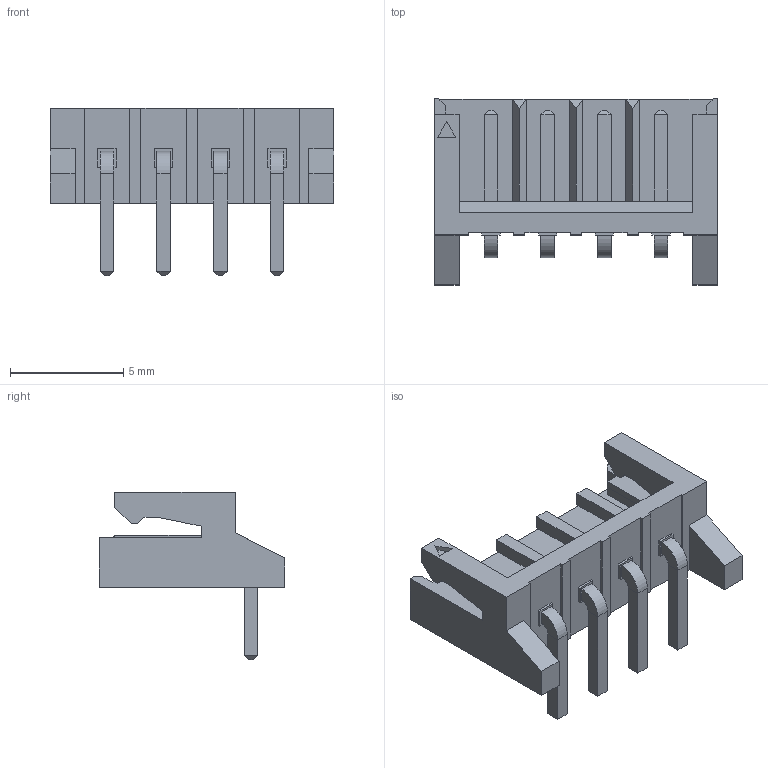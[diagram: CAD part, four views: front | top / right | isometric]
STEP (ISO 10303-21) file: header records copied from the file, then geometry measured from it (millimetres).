
FILE_DESCRIPTION (( 'STEP AP214' ), '1' );
FILE_NAME ('JST-S4B-EH-A.STEP', '2020-12-30T03:35:00', ( '' ), ( '' ), 'SwSTEP 2.0', 'SolidWorks 2020', '' );
FILE_SCHEMA (( 'AUTOMOTIVE_DESIGN' ));
Length unit declared in the file: millimetre
Products named in the file (1): JST-S4B-EH-A
Bounding box: 12.5 x 8.2 x 7.4 mm (x, y, z)
Volume: 161.4 mm3; surface area: 463.3 mm2
Topology: 1 solids, 1 shells, 185 faces, 453 edges, 284 vertices
Faces by surface type: plane 175, cylinder 10
Entity records: 7311 total; most frequent: CARTESIAN_POINT 923, ORIENTED_EDGE 906, DIRECTION 845, EDGE_CURVE 453, VECTOR 433, LINE 433, VERTEX_POINT 284, AXIS2_PLACEMENT_3D 206
